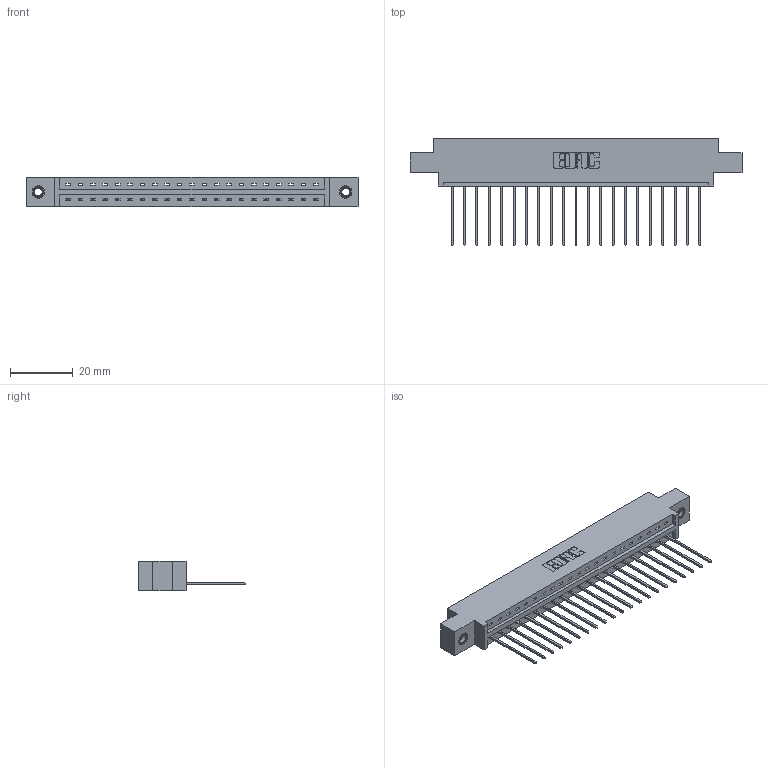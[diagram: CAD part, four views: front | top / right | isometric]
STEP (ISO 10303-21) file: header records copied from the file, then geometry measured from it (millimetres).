
FILE_DESCRIPTION (( 'STEP AP203' ), '1' );
FILE_NAME ('337-021-541-607.STEP', '2019-09-29T00:48:38', ( '' ), ( '' ), 'SwSTEP 2.0', 'SolidWorks 2016', '' );
FILE_SCHEMA (( 'CONFIG_CONTROL_DESIGN' ));
Length unit declared in the file: inch
Products named in the file (4): 345-292-001_345-293-141; 345-250-001_345-250-005-103; 337 Part_0.170 Offset - 0.156 Dia-TI; 337-021-541-607
Assembly tree (24 placements, depth 2):
  337-021-541-607
    337 Part_0.170 Offset - 0.156 Dia-TI
    345-292-001_345-293-141  x21
    345-250-001_345-250-005-103  x2
Bounding box: 106.22 x 34.3 x 9.4 mm (x, y, z)
Volume: 10715.6 mm3; surface area: 11520.1 mm2
Topology: 24 solids, 24 shells, 1480 faces, 4407 edges, 2902 vertices
Faces by surface type: plane 1072, cylinder 392, cone 12, torus 4
Entity records: 19662 total; most frequent: CARTESIAN_POINT 3404, ORIENTED_EDGE 3354, DIRECTION 2941, EDGE_CURVE 1677, LINE 1529, VECTOR 1529, VERTEX_POINT 1112, AXIS2_PLACEMENT_3D 706
